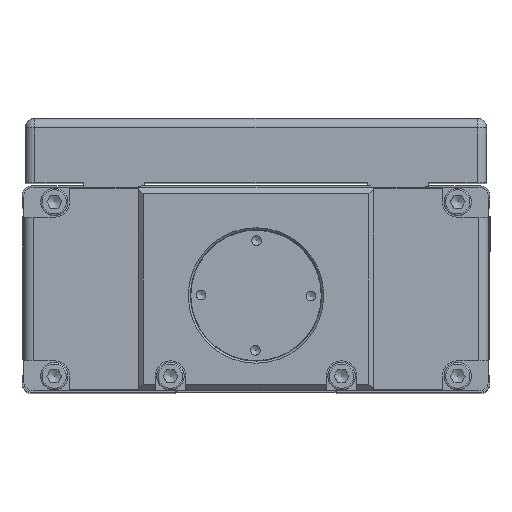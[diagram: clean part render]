
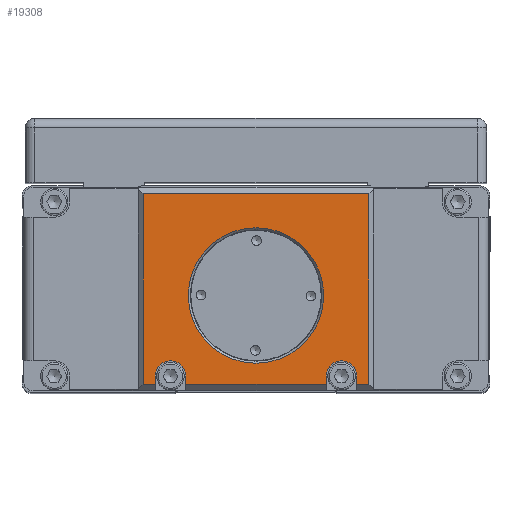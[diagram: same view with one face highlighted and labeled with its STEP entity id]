
A CAD part, top view. The second image highlights one B-rep face of the part: STEP entity #19308.
In plain terms, the highlighted face is planar.
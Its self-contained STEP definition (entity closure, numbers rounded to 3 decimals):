
#19168=CARTESIAN_POINT('',(-31.25,29.319,-45.));
#19169=VERTEX_POINT('',#19168);
#19176=CARTESIAN_POINT('',(-35.,29.319,-45.));
#19177=VERTEX_POINT('',#19176);
#19178=CARTESIAN_POINT('',(-31.25,29.319,-45.));
#19179=DIRECTION('',(-1.0,0.0,0.0));
#19180=VECTOR('',#19179,3.75);
#19181=LINE('',#19178,#19180);
#19182=EDGE_CURVE('',#19169,#19177,#19181,.T.);
#19201=CARTESIAN_POINT('',(-35.,-0.181,-45.));
#19202=DIRECTION('',(0.0,0.0,-1.0));
#19203=DIRECTION('',(0.0,-1.0,0.0));
#19204=AXIS2_PLACEMENT_3D('',#19201,#19202,#19203);
#19205=PLANE('',#19204);
#19206=ORIENTED_EDGE('',*,*,#19182,.F.);
#19207=CARTESIAN_POINT('',(-31.25,26.819,-45.));
#19208=VERTEX_POINT('',#19207);
#19209=CARTESIAN_POINT('',(-31.25,29.319,-45.));
#19210=DIRECTION('',(0.0,-1.0,0.0));
#19211=VECTOR('',#19210,2.5);
#19212=LINE('',#19209,#19211);
#19213=EDGE_CURVE('',#19169,#19208,#19212,.T.);
#19214=ORIENTED_EDGE('',*,*,#19213,.T.);
#19215=CARTESIAN_POINT('',(-21.75,26.819,-45.));
#19216=VERTEX_POINT('',#19215);
#19217=CARTESIAN_POINT('',(-26.5,26.819,-45.));
#19218=DIRECTION('',(0.0,0.0,1.0));
#19219=DIRECTION('',(-1.0,0.0,0.0));
#19220=AXIS2_PLACEMENT_3D('',#19217,#19218,#19219);
#19221=CIRCLE('',#19220,4.75);
#19222=EDGE_CURVE('',#19208,#19216,#19221,.T.);
#19223=ORIENTED_EDGE('',*,*,#19222,.T.);
#19224=CARTESIAN_POINT('',(-21.75,29.319,-45.));
#19225=VERTEX_POINT('',#19224);
#19226=CARTESIAN_POINT('',(-21.75,26.819,-45.));
#19227=DIRECTION('',(0.0,1.0,0.0));
#19228=VECTOR('',#19227,2.5);
#19229=LINE('',#19226,#19228);
#19230=EDGE_CURVE('',#19216,#19225,#19229,.T.);
#19231=ORIENTED_EDGE('',*,*,#19230,.T.);
#19232=CARTESIAN_POINT('',(21.75,29.319,-45.));
#19233=VERTEX_POINT('',#19232);
#19234=CARTESIAN_POINT('',(21.75,29.319,-45.));
#19235=DIRECTION('',(-1.0,0.0,0.0));
#19236=VECTOR('',#19235,43.5);
#19237=LINE('',#19234,#19236);
#19238=EDGE_CURVE('',#19233,#19225,#19237,.T.);
#19239=ORIENTED_EDGE('',*,*,#19238,.F.);
#19240=CARTESIAN_POINT('',(21.75,26.819,-45.));
#19241=VERTEX_POINT('',#19240);
#19242=CARTESIAN_POINT('',(21.75,29.319,-45.));
#19243=DIRECTION('',(0.0,-1.0,0.0));
#19244=VECTOR('',#19243,2.5);
#19245=LINE('',#19242,#19244);
#19246=EDGE_CURVE('',#19233,#19241,#19245,.T.);
#19247=ORIENTED_EDGE('',*,*,#19246,.T.);
#19248=CARTESIAN_POINT('',(31.25,26.819,-45.));
#19249=VERTEX_POINT('',#19248);
#19250=CARTESIAN_POINT('',(26.5,26.819,-45.));
#19251=DIRECTION('',(0.0,0.0,1.0));
#19252=DIRECTION('',(-1.0,0.0,0.0));
#19253=AXIS2_PLACEMENT_3D('',#19250,#19251,#19252);
#19254=CIRCLE('',#19253,4.75);
#19255=EDGE_CURVE('',#19241,#19249,#19254,.T.);
#19256=ORIENTED_EDGE('',*,*,#19255,.T.);
#19257=CARTESIAN_POINT('',(31.25,29.319,-45.));
#19258=VERTEX_POINT('',#19257);
#19259=CARTESIAN_POINT('',(31.25,26.819,-45.));
#19260=DIRECTION('',(0.0,1.0,0.0));
#19261=VECTOR('',#19260,2.5);
#19262=LINE('',#19259,#19261);
#19263=EDGE_CURVE('',#19249,#19258,#19262,.T.);
#19264=ORIENTED_EDGE('',*,*,#19263,.T.);
#19265=CARTESIAN_POINT('',(35.,29.319,-45.));
#19266=VERTEX_POINT('',#19265);
#19267=CARTESIAN_POINT('',(35.,29.319,-45.));
#19268=DIRECTION('',(-1.0,0.0,0.0));
#19269=VECTOR('',#19268,3.75);
#19270=LINE('',#19267,#19269);
#19271=EDGE_CURVE('',#19266,#19258,#19270,.T.);
#19272=ORIENTED_EDGE('',*,*,#19271,.F.);
#19273=CARTESIAN_POINT('',(35.,-29.681,-45.));
#19274=VERTEX_POINT('',#19273);
#19275=CARTESIAN_POINT('',(35.,-29.681,-45.));
#19276=DIRECTION('',(0.0,1.0,0.0));
#19277=VECTOR('',#19276,59.0);
#19278=LINE('',#19275,#19277);
#19279=EDGE_CURVE('',#19274,#19266,#19278,.T.);
#19280=ORIENTED_EDGE('',*,*,#19279,.F.);
#19281=CARTESIAN_POINT('',(-35.,-29.681,-45.));
#19282=VERTEX_POINT('',#19281);
#19283=CARTESIAN_POINT('',(-35.,-29.681,-45.));
#19284=DIRECTION('',(1.0,0.0,0.0));
#19285=VECTOR('',#19284,70.0);
#19286=LINE('',#19283,#19285);
#19287=EDGE_CURVE('',#19282,#19274,#19286,.T.);
#19288=ORIENTED_EDGE('',*,*,#19287,.F.);
#19289=CARTESIAN_POINT('',(-35.,-29.681,-45.));
#19290=DIRECTION('',(0.0,1.0,0.0));
#19291=VECTOR('',#19290,59.0);
#19292=LINE('',#19289,#19291);
#19293=EDGE_CURVE('',#19282,#19177,#19292,.T.);
#19294=ORIENTED_EDGE('',*,*,#19293,.T.);
#19295=EDGE_LOOP('',(#19206,#19214,#19223,#19231,#19239,#19247,#19256,#19264,#19272,#19280,#19288,#19294));
#19296=FACE_OUTER_BOUND('',#19295,.T.);
#19297=CARTESIAN_POINT('',(-20.988,1.819,-45.));
#19298=VERTEX_POINT('',#19297);
#19299=CARTESIAN_POINT('',(0.,1.819,-45.));
#19300=DIRECTION('',(0.0,0.0,-1.0));
#19301=DIRECTION('',(1.0,0.0,0.0));
#19302=AXIS2_PLACEMENT_3D('',#19299,#19300,#19301);
#19303=CIRCLE('',#19302,20.988);
#19304=EDGE_CURVE('',#19298,#19298,#19303,.T.);
#19305=ORIENTED_EDGE('',*,*,#19304,.F.);
#19306=EDGE_LOOP('',(#19305));
#19307=FACE_BOUND('',#19306,.T.);
#19308=ADVANCED_FACE('',(#19296,#19307),#19205,.T.);
